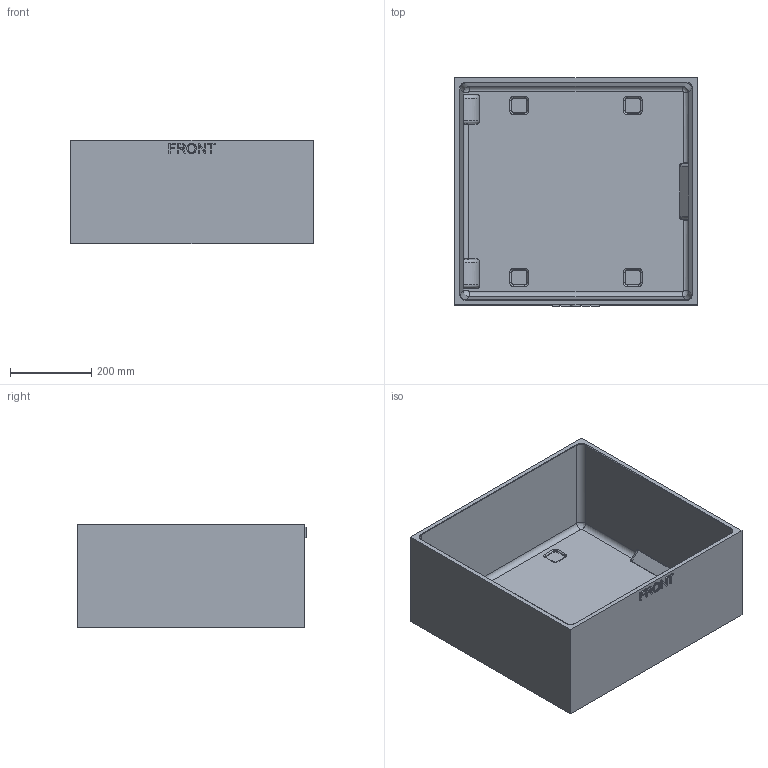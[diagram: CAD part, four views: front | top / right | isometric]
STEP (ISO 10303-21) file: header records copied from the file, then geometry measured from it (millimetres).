
FILE_DESCRIPTION( ( 'Unknown' ), '1' );
FILE_NAME( '2875-base_internal_tub.stp', 'Unknown', ( 'Unknown' ), ( 'Unknown' ), 'PSStep 10.1', 'Unknown', ' ' );
FILE_SCHEMA( ( 'AUTOMOTIVE_DESIGN { 1 0 10303 214 1 1 1 1 }' ) );
Length unit declared in the file: millimetre
Products named in the file (1): 1
Bounding box: 596.9 x 561.98 x 254 mm (x, y, z)
Volume: 13479728.3 mm3; surface area: 1748445.4 mm2
Topology: 1 solids, 1 shells, 231 faces, 535 edges, 318 vertices
Faces by surface type: plane 78, bspline 68, cylinder 63, cone 16, extrusion 6
Entity records: 9770 total; most frequent: CARTESIAN_POINT 5013, ORIENTED_EDGE 1066, DIRECTION 853, EDGE_CURVE 533, AXIS2_PLACEMENT_3D 322, VERTEX_POINT 318, EDGE_LOOP 245, FACE_OUTER_BOUND 233
